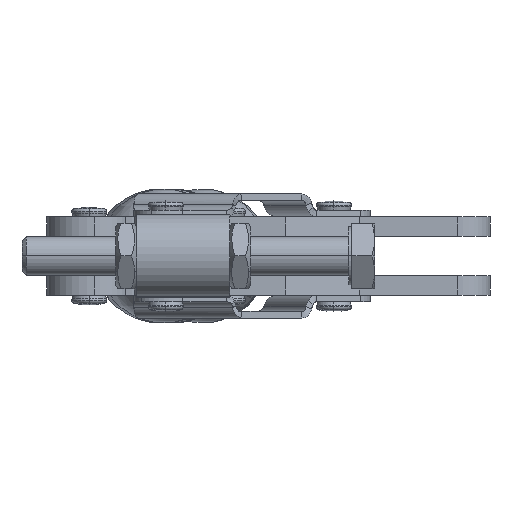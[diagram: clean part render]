
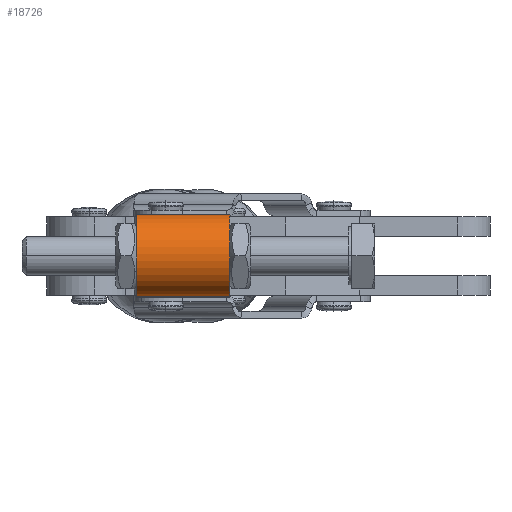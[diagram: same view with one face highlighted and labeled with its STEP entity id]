
A CAD part, left-side view. The second image highlights one B-rep face of the part: STEP entity #18726.
In plain terms, the highlighted cylindrical face has radius 6.35 mm (diameter 12.7 mm), a partial arc.
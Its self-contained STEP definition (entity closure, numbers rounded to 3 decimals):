
#17126=CARTESIAN_POINT('',(-143.485,60.938,-9.189));
#17127=VERTEX_POINT('',#17126);
#17128=CARTESIAN_POINT('',(-143.485,75.188,-9.189));
#17129=VERTEX_POINT('',#17128);
#17130=CARTESIAN_POINT('',(-143.485,60.938,-9.189));
#17131=DIRECTION('',(0.0,1.0,0.0));
#17132=VECTOR('',#17131,14.25);
#17133=LINE('',#17130,#17132);
#17134=EDGE_CURVE('',#17127,#17129,#17133,.T.);
#17136=CARTESIAN_POINT('',(-140.646,60.938,3.189));
#17137=VERTEX_POINT('',#17136);
#17145=CARTESIAN_POINT('',(-140.646,75.188,3.189));
#17146=VERTEX_POINT('',#17145);
#17147=CARTESIAN_POINT('',(-140.646,75.188,3.189));
#17148=DIRECTION('',(0.0,-1.0,0.0));
#17149=VECTOR('',#17148,14.25);
#17150=LINE('',#17147,#17149);
#17151=EDGE_CURVE('',#17146,#17137,#17150,.T.);
#18703=CARTESIAN_POINT('',(-142.065,60.938,-3.));
#18704=DIRECTION('',(0.,1.,0.));
#18705=DIRECTION('',(-0.224,0.,-0.975));
#18706=AXIS2_PLACEMENT_3D('',#18703,#18704,#18705);
#18707=CYLINDRICAL_SURFACE('',#18706,6.35);
#18708=ORIENTED_EDGE('',*,*,#17134,.T.);
#18709=CARTESIAN_POINT('',(-142.065,75.188,-3.));
#18710=DIRECTION('',(0.,-1.,0.));
#18711=DIRECTION('',(-0.224,0.,-0.975));
#18712=AXIS2_PLACEMENT_3D('',#18709,#18710,#18711);
#18713=CIRCLE('',#18712,6.35);
#18714=EDGE_CURVE('',#17129,#17146,#18713,.T.);
#18715=ORIENTED_EDGE('',*,*,#18714,.T.);
#18716=ORIENTED_EDGE('',*,*,#17151,.T.);
#18717=CARTESIAN_POINT('',(-142.065,60.938,-3.));
#18718=DIRECTION('',(0.,-1.,0.));
#18719=DIRECTION('',(-0.224,0.,-0.975));
#18720=AXIS2_PLACEMENT_3D('',#18717,#18718,#18719);
#18721=CIRCLE('',#18720,6.35);
#18722=EDGE_CURVE('',#17127,#17137,#18721,.T.);
#18723=ORIENTED_EDGE('',*,*,#18722,.F.);
#18724=EDGE_LOOP('',(#18708,#18715,#18716,#18723));
#18725=FACE_OUTER_BOUND('',#18724,.T.);
#18726=ADVANCED_FACE('',(#18725),#18707,.T.);
